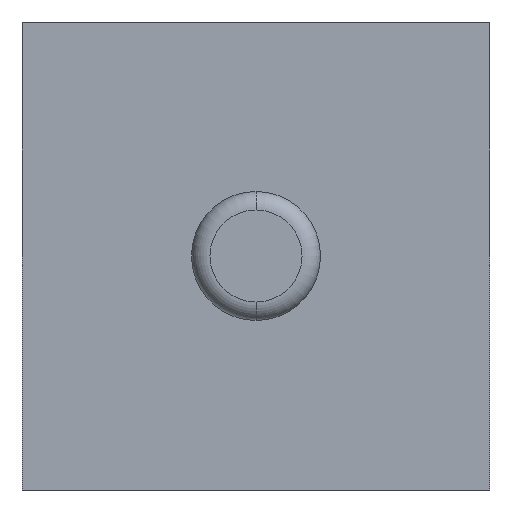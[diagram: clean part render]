
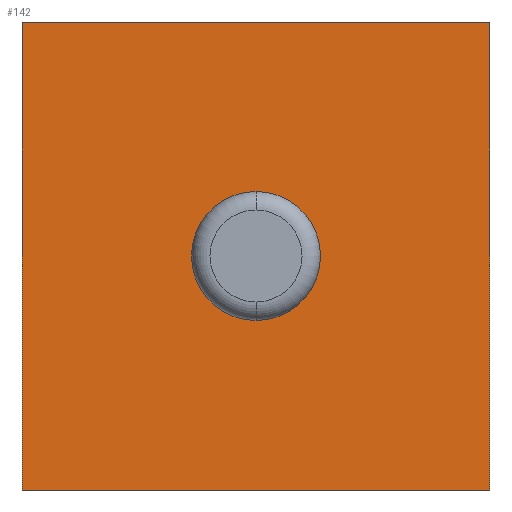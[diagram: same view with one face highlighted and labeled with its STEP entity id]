
A CAD part, front view. The second image highlights one B-rep face of the part: STEP entity #142.
In plain terms, the highlighted planar face has unit normal (0, -1, 0).
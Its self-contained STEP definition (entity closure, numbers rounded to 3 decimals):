
#10 = DIRECTION ( 'NONE',  ( 1., 0., 0. ) ) ;
#11 = VECTOR ( 'NONE', #10, 1000. ) ;
#12 = CARTESIAN_POINT ( 'NONE',  ( 0., 0., 0. ) ) ;
#14 = LINE ( 'NONE', #12, #11 ) ;
#28 = DIRECTION ( 'NONE',  ( 0., 0., 1. ) ) ;
#29 = CARTESIAN_POINT ( 'NONE',  ( 2.54, 0., 2.54 ) ) ;
#30 = LINE ( 'NONE', #29, #84 ) ;
#37 = FACE_BOUND ( 'NONE', #278, .T. ) ;
#40 = DIRECTION ( 'NONE',  ( 0., 1., 0. ) ) ;
#41 = CARTESIAN_POINT ( 'NONE',  ( 0., 0., 2.54 ) ) ;
#56 = FACE_OUTER_BOUND ( 'NONE', #146, .T. ) ;
#67 = AXIS2_PLACEMENT_3D ( 'NONE', #41, #40, #28 ) ;
#83 = DIRECTION ( 'NONE',  ( 0., 0., -1. ) ) ;
#84 = VECTOR ( 'NONE', #83, 1000. ) ;
#97 = PLANE ( 'NONE',  #67 ) ;
#100 = ORIENTED_EDGE ( 'NONE', *, *, #143, .F. ) ;
#116 = ORIENTED_EDGE ( 'NONE', *, *, #251, .F. ) ;
#117 = EDGE_CURVE ( 'NONE', #250, #219, #464, .T. ) ;
#118 = EDGE_CURVE ( 'NONE', #248, #222, #468, .T. ) ;
#120 = ORIENTED_EDGE ( 'NONE', *, *, #247, .F. ) ;
#121 = ORIENTED_EDGE ( 'NONE', *, *, #118, .F. ) ;
#132 = VERTEX_POINT ( 'NONE', #514 ) ;
#135 = ORIENTED_EDGE ( 'NONE', *, *, #117, .T. ) ;
#142 = ADVANCED_FACE ( 'NONE', ( #56, #37 ), #97, .F. ) ;
#143 = EDGE_CURVE ( 'NONE', #281, #132, #30, .T. ) ;
#146 = EDGE_LOOP ( 'NONE', ( #275, #100, #116, #135 ) ) ;
#219 = VERTEX_POINT ( 'NONE', #550 ) ;
#222 = VERTEX_POINT ( 'NONE', #551 ) ;
#246 = EDGE_CURVE ( 'NONE', #219, #132, #14, .T. ) ;
#247 = EDGE_CURVE ( 'NONE', #222, #248, #797, .T. ) ;
#248 = VERTEX_POINT ( 'NONE', #824 ) ;
#250 = VERTEX_POINT ( 'NONE', #738 ) ;
#251 = EDGE_CURVE ( 'NONE', #250, #281, #782, .T. ) ;
#275 = ORIENTED_EDGE ( 'NONE', *, *, #246, .T. ) ;
#278 = EDGE_LOOP ( 'NONE', ( #121, #120 ) ) ;
#281 = VERTEX_POINT ( 'NONE', #709 ) ;
#437 = DIRECTION ( 'NONE',  ( 0., 0., 1. ) ) ;
#438 = DIRECTION ( 'NONE',  ( 0., -1., 0. ) ) ;
#439 = CARTESIAN_POINT ( 'NONE',  ( 1.27, 0., 1.27 ) ) ;
#456 = AXIS2_PLACEMENT_3D ( 'NONE', #439, #438, #437 ) ;
#458 = DIRECTION ( 'NONE',  ( 0., 0., -1. ) ) ;
#459 = VECTOR ( 'NONE', #458, 1000. ) ;
#460 = CARTESIAN_POINT ( 'NONE',  ( 0., 0., 2.54 ) ) ;
#464 = LINE ( 'NONE', #460, #459 ) ;
#468 = CIRCLE ( 'NONE', #456, 0.35 ) ;
#514 = CARTESIAN_POINT ( 'NONE',  ( 2.54, 0., 0. ) ) ;
#550 = CARTESIAN_POINT ( 'NONE',  ( 0., 0., 0. ) ) ;
#551 = CARTESIAN_POINT ( 'NONE',  ( 1.27, 0., 0.92 ) ) ;
#709 = CARTESIAN_POINT ( 'NONE',  ( 2.54, 0., 2.54 ) ) ;
#738 = CARTESIAN_POINT ( 'NONE',  ( 0., 0., 2.54 ) ) ;
#739 = VECTOR ( 'NONE', #800, 1000. ) ;
#764 = DIRECTION ( 'NONE',  ( 0., 0., 1. ) ) ;
#765 = DIRECTION ( 'NONE',  ( 0., -1., 0. ) ) ;
#766 = CARTESIAN_POINT ( 'NONE',  ( 1.27, 0., 1.27 ) ) ;
#781 = CARTESIAN_POINT ( 'NONE',  ( 0., 0., 2.54 ) ) ;
#782 = LINE ( 'NONE', #781, #739 ) ;
#796 = AXIS2_PLACEMENT_3D ( 'NONE', #766, #765, #764 ) ;
#797 = CIRCLE ( 'NONE', #796, 0.35 ) ;
#800 = DIRECTION ( 'NONE',  ( 1., 0., 0. ) ) ;
#824 = CARTESIAN_POINT ( 'NONE',  ( 1.27, 0., 1.62 ) ) ;
